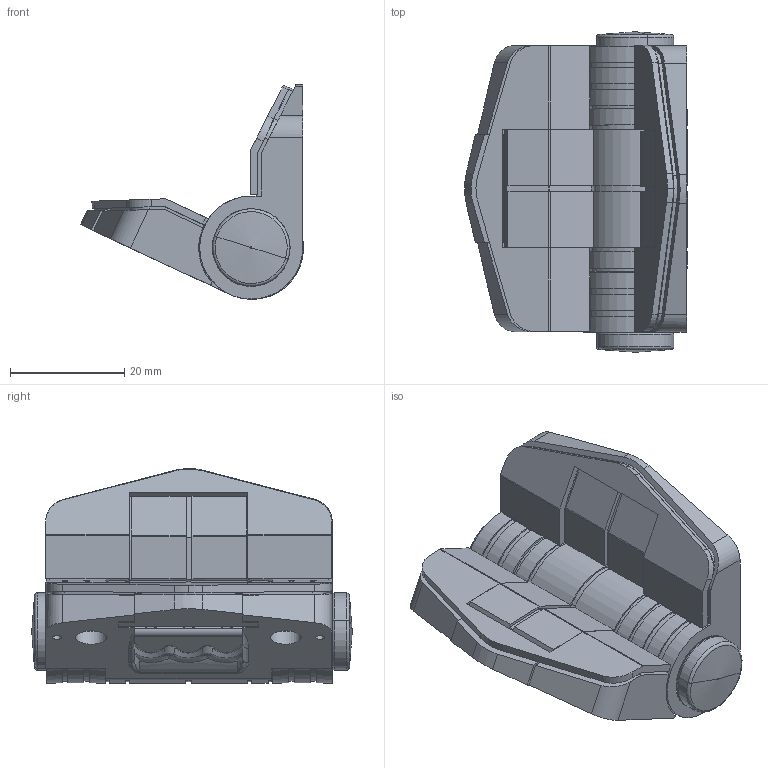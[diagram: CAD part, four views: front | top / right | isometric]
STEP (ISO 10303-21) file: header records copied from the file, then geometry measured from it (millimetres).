
FILE_DESCRIPTION (( 'STEP AP214' ), '1' );
FILE_NAME ('2599.2.0.33.STEP', '2017-07-18T10:52:19', ( '' ), ( '' ), 'SwSTEP 2.0', 'SolidWorks 2017', '' );
FILE_SCHEMA (( 'AUTOMOTIVE_DESIGN' ));
Length unit declared in the file: millimetre
Products named in the file (17): 2; 1; 16; 2599.2.0.33; 15; 14; 13; 12; 11; 10; 9; 8; 7; 6; 5; 4; 3
Assembly tree (16 placements, depth 2):
  2599.2.0.33
    1
    2
    3
    4
    5
    6
    7
    8
    9
    10
    11
    12
    13
    14
    15
    16
Bounding box: 38.97 x 56 x 37.55 mm (x, y, z)
Volume: 19458.9 mm3; surface area: 22658.6 mm2
Topology: 16 solids, 16 shells, 820 faces, 2339 edges, 1531 vertices
Faces by surface type: plane 354, cylinder 249, torus 107, bspline 53, cone 44, sphere 13
Entity records: 38712 total; most frequent: CARTESIAN_POINT 16602, ORIENTED_EDGE 4642, DIRECTION 4515, EDGE_CURVE 2321, AXIS2_PLACEMENT_3D 1657, VERTEX_POINT 1522, VECTOR 1201, LINE 1201
